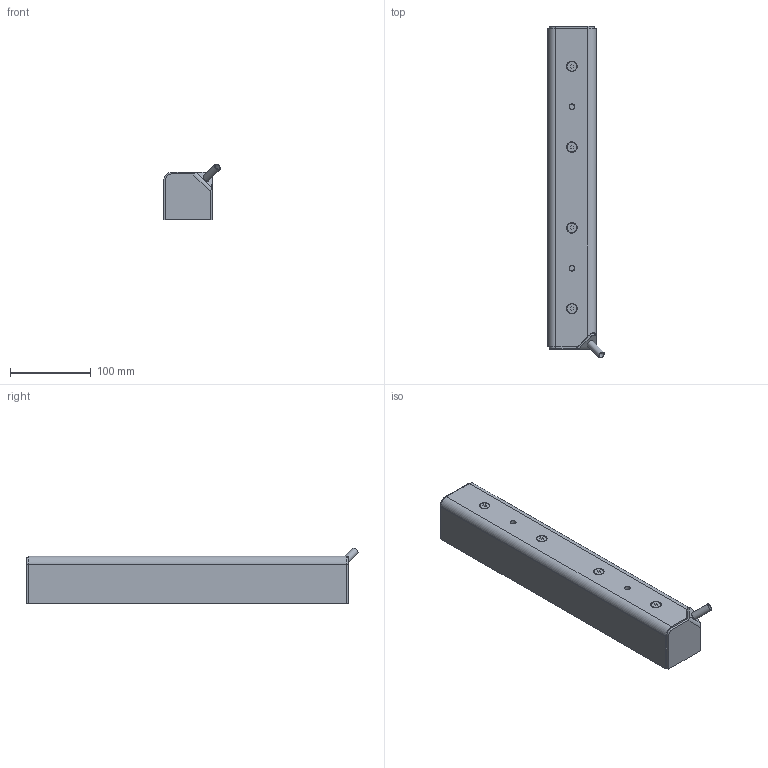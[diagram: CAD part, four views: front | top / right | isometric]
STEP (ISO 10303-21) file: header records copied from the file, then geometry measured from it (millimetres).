
FILE_DESCRIPTION(/* description */ (''),/* implementation_level */ '2;1');
FILE_NAME(/* name */ 'EHKAA04000 - Customer.stp',/* time_stamp */ '2014-03-06T13:52:06+01:00',/* author */ ('bs'),/* organization */ (''),/* preprocessor_version */ 'ST-DEVELOPER v15.2',/* originating_system */ 'Autodesk Inventor 2014',/* authorisation */ '');
FILE_SCHEMA (('AUTOMOTIVE_DESIGN { 1 0 10303 214 3 1 1 }'));
Length unit declared in the file: millimetre
Products named in the file (1): EHKAA04000 - Customer
Bounding box: 70.3 x 411.19 x 69.3 mm (x, y, z)
Volume: 1390875.6 mm3; surface area: 112042 mm2
Topology: 1 solids, 1 shells, 173 faces, 396 edges, 257 vertices
Faces by surface type: plane 93, cylinder 47, cone 20, bspline 9, torus 4
Full cylindrical faces by diameter (mm): 6 x4, 6.4 x6, 6.6 x4, 6.647 x12, 7 x2, 7.5 x1, 9 x1, 12 x4
Entity records: 5071 total; most frequent: CARTESIAN_POINT 1258, DIRECTION 735, ORIENTED_EDGE 632, EDGE_CURVE 316, AXIS2_PLACEMENT_3D 273, EDGE_LOOP 263, VERTEX_POINT 235, LINE 189
